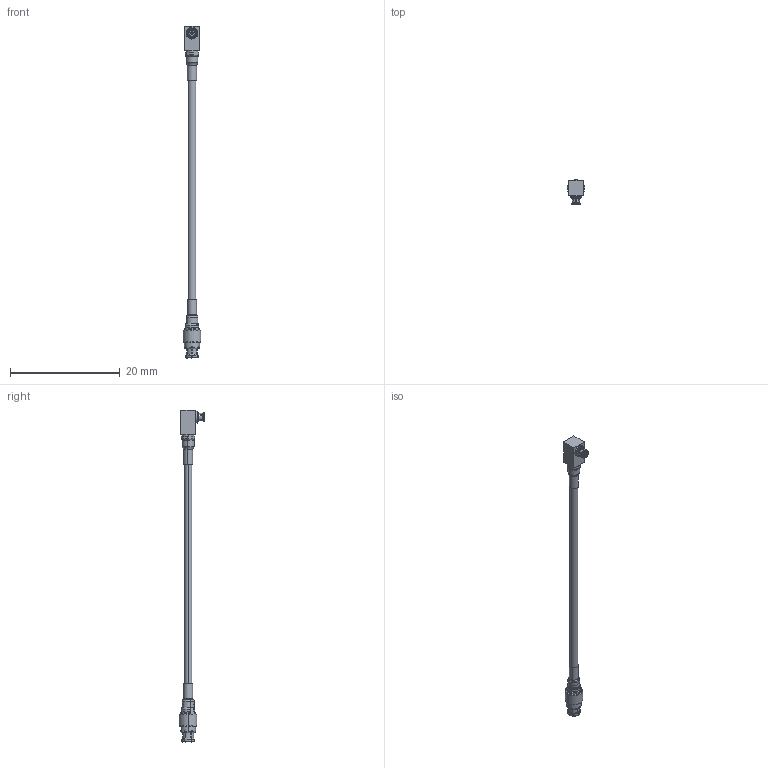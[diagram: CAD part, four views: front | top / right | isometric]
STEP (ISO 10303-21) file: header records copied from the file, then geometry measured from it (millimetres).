
FILE_DESCRIPTION (( 'STEP AP214' ), '1' );
FILE_NAME ('FMCA9965_3D.step', '2023-09-25T22:13:42', ( '' ), ( '' ), 'SwSTEP 2.0', 'SolidWorks 2022', '' );
FILE_SCHEMA (( 'AUTOMOTIVE_DESIGN' ));
Length unit declared in the file: inch
Products named in the file (5): Copy of 047_HeatShrink^FMCA9965; Copy of PE45894^FMCA9965; Copy of PE44491^FMCA9965; FMCA9965_3D; Copy of PE-P047 Cable New^FMCA9965
Assembly tree (5 placements, depth 2):
  FMCA9965_3D
    Copy of PE-P047 Cable New^FMCA9965
    Copy of PE44491^FMCA9965
    Copy of PE45894^FMCA9965
    Copy of 047_HeatShrink^FMCA9965  x2
Bounding box: 3.2 x 4.63 x 60.59 mm (x, y, z)
Volume: 177.7 mm3; surface area: 506 mm2
Topology: 5 solids, 5 shells, 268 faces, 687 edges, 438 vertices
Faces by surface type: plane 104, cylinder 72, cone 58, torus 28, bspline 6
Entity records: 9241 total; most frequent: CARTESIAN_POINT 2894, ORIENTED_EDGE 1294, DIRECTION 1294, EDGE_CURVE 647, AXIS2_PLACEMENT_3D 509, VERTEX_POINT 418, VECTOR 276, LINE 276
